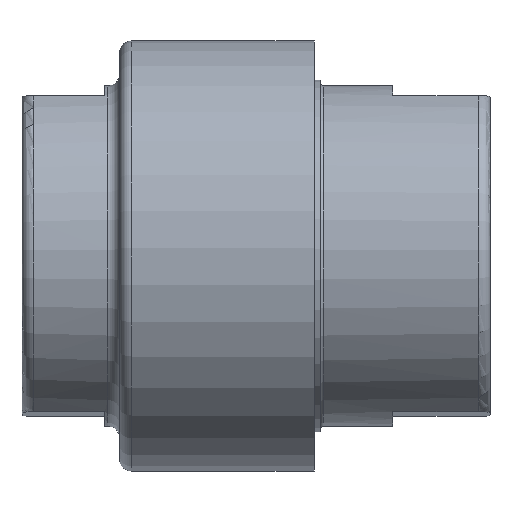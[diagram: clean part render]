
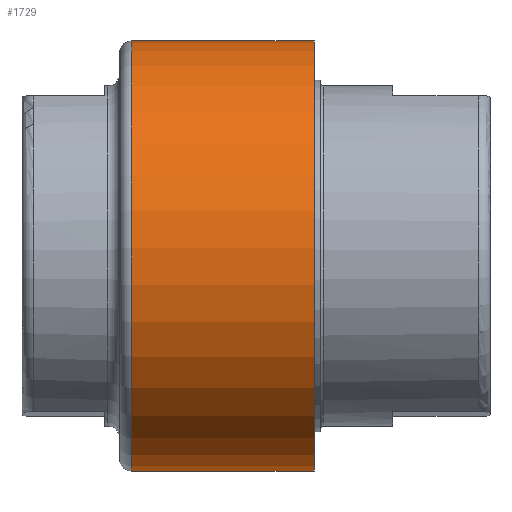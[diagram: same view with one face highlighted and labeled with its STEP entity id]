
A CAD part, left-side view. The second image highlights one B-rep face of the part: STEP entity #1729.
In plain terms, the highlighted cylindrical face has radius 28.08 mm (diameter 56.159 mm), a partial arc.
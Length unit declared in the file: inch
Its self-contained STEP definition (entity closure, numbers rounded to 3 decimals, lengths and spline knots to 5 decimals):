
#5 = CARTESIAN_POINT ( 'NONE',  ( 0.04164, -0.0284, 1.10472 ) ) ;
#47 = VECTOR ( 'NONE', #971, 39.37008 ) ;
#48 = DIRECTION ( 'NONE',  ( 0., 1., 0. ) ) ;
#89 = LINE ( 'NONE', #1421, #47 ) ;
#119 = DIRECTION ( 'NONE',  ( 0., 1., 0. ) ) ;
#188 = AXIS2_PLACEMENT_3D ( 'NONE', #724, #1657, #857 ) ;
#298 = VERTEX_POINT ( 'NONE', #1673 ) ;
#320 = AXIS2_PLACEMENT_3D ( 'NONE', #1017, #48, #1137 ) ;
#395 = CARTESIAN_POINT ( 'NONE',  ( -0.04164, 0.9116, -1.10472 ) ) ;
#425 = AXIS2_PLACEMENT_3D ( 'NONE', #1118, #1153, #494 ) ;
#447 = EDGE_CURVE ( 'NONE', #1228, #461, #1581, .T. ) ;
#450 = EDGE_CURVE ( 'NONE', #461, #298, #89, .T. ) ;
#451 = EDGE_CURVE ( 'NONE', #1228, #803, #591, .T. ) ;
#461 = VERTEX_POINT ( 'NONE', #5 ) ;
#483 = CYLINDRICAL_SURFACE ( 'NONE', #188, 1.1055 ) ;
#494 = DIRECTION ( 'NONE',  ( -0.038, 0., -0.999 ) ) ;
#591 = LINE ( 'NONE', #1758, #1218 ) ;
#637 = EDGE_CURVE ( 'NONE', #803, #298, #884, .T. ) ;
#724 = CARTESIAN_POINT ( 'NONE',  ( 0., 1.4726, 0. ) ) ;
#765 = ORIENTED_EDGE ( 'NONE', *, *, #450, .T. ) ;
#803 = VERTEX_POINT ( 'NONE', #395 ) ;
#857 = DIRECTION ( 'NONE',  ( -0.038, 0., -0.999 ) ) ;
#884 = CIRCLE ( 'NONE', #320, 1.1055 ) ;
#924 = CARTESIAN_POINT ( 'NONE',  ( -0.04164, -0.0284, -1.10472 ) ) ;
#956 = ORIENTED_EDGE ( 'NONE', *, *, #447, .T. ) ;
#971 = DIRECTION ( 'NONE',  ( 0., 1., 0. ) ) ;
#1017 = CARTESIAN_POINT ( 'NONE',  ( 0., 0.9116, 0. ) ) ;
#1115 = EDGE_LOOP ( 'NONE', ( #956, #765, #1428, #1485 ) ) ;
#1118 = CARTESIAN_POINT ( 'NONE',  ( 0., -0.0284, 0. ) ) ;
#1137 = DIRECTION ( 'NONE',  ( -0.038, 0., -0.999 ) ) ;
#1153 = DIRECTION ( 'NONE',  ( 0., 1., 0. ) ) ;
#1218 = VECTOR ( 'NONE', #119, 39.37008 ) ;
#1228 = VERTEX_POINT ( 'NONE', #924 ) ;
#1273 = FACE_OUTER_BOUND ( 'NONE', #1115, .T. ) ;
#1421 = CARTESIAN_POINT ( 'NONE',  ( 0.04164, 1.4726, 1.10472 ) ) ;
#1428 = ORIENTED_EDGE ( 'NONE', *, *, #637, .F. ) ;
#1485 = ORIENTED_EDGE ( 'NONE', *, *, #451, .F. ) ;
#1581 = CIRCLE ( 'NONE', #425, 1.1055 ) ;
#1657 = DIRECTION ( 'NONE',  ( 0., 1., 0. ) ) ;
#1673 = CARTESIAN_POINT ( 'NONE',  ( 0.04164, 0.9116, 1.10472 ) ) ;
#1729 = ADVANCED_FACE ( 'NONE', ( #1273 ), #483, .T. ) ;
#1758 = CARTESIAN_POINT ( 'NONE',  ( -0.04164, 1.4726, -1.10472 ) ) ;
